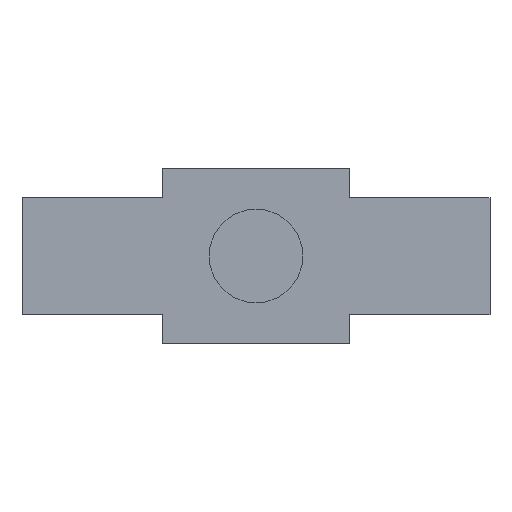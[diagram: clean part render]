
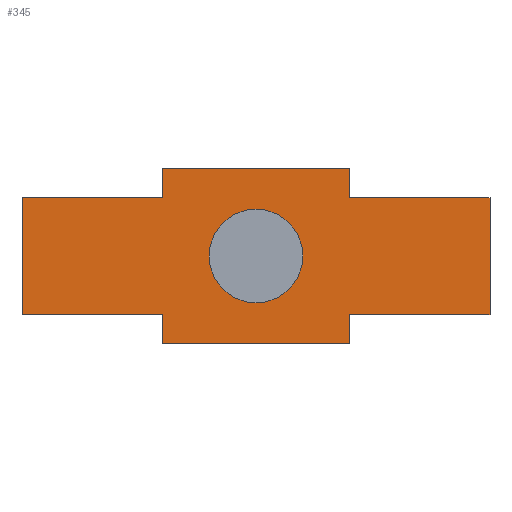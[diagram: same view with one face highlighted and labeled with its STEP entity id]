
A CAD part, front view. The second image highlights one B-rep face of the part: STEP entity #345.
In plain terms, the highlighted planar face has unit normal (0, -1, 0).
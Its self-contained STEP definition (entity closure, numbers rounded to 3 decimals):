
#19=FACE_BOUND('',#75,.T.);
#34=PLANE('',#383);
#52=FACE_OUTER_BOUND('',#74,.T.);
#74=EDGE_LOOP('',(#312,#313,#314,#315,#316,#317,#318,#319,#320,#321,#322,
#323));
#75=EDGE_LOOP('',(#324));
#79=LINE('',#496,#118);
#83=LINE('',#504,#122);
#86=LINE('',#510,#125);
#89=LINE('',#516,#128);
#92=LINE('',#522,#131);
#95=LINE('',#528,#134);
#98=LINE('',#534,#137);
#101=LINE('',#540,#140);
#104=LINE('',#546,#143);
#107=LINE('',#552,#146);
#110=LINE('',#558,#149);
#113=LINE('',#563,#152);
#118=VECTOR('',#411,10.);
#122=VECTOR('',#417,10.);
#125=VECTOR('',#422,10.);
#128=VECTOR('',#427,10.);
#131=VECTOR('',#432,10.);
#134=VECTOR('',#437,10.);
#137=VECTOR('',#442,10.);
#140=VECTOR('',#447,10.);
#143=VECTOR('',#452,10.);
#146=VECTOR('',#457,10.);
#149=VECTOR('',#462,10.);
#152=VECTOR('',#467,10.);
#159=CIRCLE('',#368,4.);
#165=VERTEX_POINT('',#489);
#166=VERTEX_POINT('',#494);
#167=VERTEX_POINT('',#495);
#170=VERTEX_POINT('',#503);
#172=VERTEX_POINT('',#509);
#174=VERTEX_POINT('',#515);
#176=VERTEX_POINT('',#521);
#178=VERTEX_POINT('',#527);
#180=VERTEX_POINT('',#533);
#182=VERTEX_POINT('',#539);
#184=VERTEX_POINT('',#545);
#186=VERTEX_POINT('',#551);
#188=VERTEX_POINT('',#557);
#198=EDGE_CURVE('',#165,#165,#159,.T.);
#199=EDGE_CURVE('',#166,#167,#79,.T.);
#203=EDGE_CURVE('',#167,#170,#83,.T.);
#206=EDGE_CURVE('',#170,#172,#86,.T.);
#209=EDGE_CURVE('',#172,#174,#89,.T.);
#212=EDGE_CURVE('',#176,#174,#92,.T.);
#215=EDGE_CURVE('',#178,#176,#95,.T.);
#218=EDGE_CURVE('',#178,#180,#98,.T.);
#221=EDGE_CURVE('',#180,#182,#101,.T.);
#224=EDGE_CURVE('',#182,#184,#104,.T.);
#227=EDGE_CURVE('',#184,#186,#107,.T.);
#230=EDGE_CURVE('',#188,#186,#110,.T.);
#233=EDGE_CURVE('',#166,#188,#113,.T.);
#312=ORIENTED_EDGE('',*,*,#233,.F.);
#313=ORIENTED_EDGE('',*,*,#199,.T.);
#314=ORIENTED_EDGE('',*,*,#203,.T.);
#315=ORIENTED_EDGE('',*,*,#206,.T.);
#316=ORIENTED_EDGE('',*,*,#209,.T.);
#317=ORIENTED_EDGE('',*,*,#212,.F.);
#318=ORIENTED_EDGE('',*,*,#215,.F.);
#319=ORIENTED_EDGE('',*,*,#218,.T.);
#320=ORIENTED_EDGE('',*,*,#221,.T.);
#321=ORIENTED_EDGE('',*,*,#224,.T.);
#322=ORIENTED_EDGE('',*,*,#227,.T.);
#323=ORIENTED_EDGE('',*,*,#230,.F.);
#324=ORIENTED_EDGE('',*,*,#198,.T.);
#345=ADVANCED_FACE('',(#52,#19),#34,.F.);
#368=AXIS2_PLACEMENT_3D('',#491,#405,#406);
#383=AXIS2_PLACEMENT_3D('',#566,#471,#472);
#405=DIRECTION('center_axis',(0.,1.,0.));
#406=DIRECTION('ref_axis',(1.,0.,0.));
#411=DIRECTION('',(0.,0.,1.));
#417=DIRECTION('',(-1.,0.,0.));
#422=DIRECTION('',(0.,0.,1.));
#427=DIRECTION('',(-1.,0.,0.));
#432=DIRECTION('',(0.,0.,1.));
#437=DIRECTION('',(1.,0.,0.));
#442=DIRECTION('',(0.,0.,-1.));
#447=DIRECTION('',(1.,0.,0.));
#452=DIRECTION('',(0.,0.,-1.));
#457=DIRECTION('',(1.,0.,0.));
#462=DIRECTION('',(0.,0.,-1.));
#467=DIRECTION('',(-1.,0.,0.));
#471=DIRECTION('center_axis',(0.,1.,0.));
#472=DIRECTION('ref_axis',(1.,0.,0.));
#489=CARTESIAN_POINT('',(16.,0.,7.5));
#491=CARTESIAN_POINT('Origin',(20.,0.,7.5));
#494=CARTESIAN_POINT('',(40.,0.,2.5));
#495=CARTESIAN_POINT('',(40.,0.,12.5));
#496=CARTESIAN_POINT('',(40.,0.,0.));
#503=CARTESIAN_POINT('',(28.,0.,12.5));
#504=CARTESIAN_POINT('',(40.,0.,12.5));
#509=CARTESIAN_POINT('',(28.,0.,15.));
#510=CARTESIAN_POINT('',(28.,0.,12.5));
#515=CARTESIAN_POINT('',(12.,0.,15.));
#516=CARTESIAN_POINT('',(40.,0.,15.));
#521=CARTESIAN_POINT('',(12.,0.,12.5));
#522=CARTESIAN_POINT('',(12.,0.,12.5));
#527=CARTESIAN_POINT('',(0.,0.,12.5));
#528=CARTESIAN_POINT('',(0.,0.,12.5));
#533=CARTESIAN_POINT('',(0.,0.,2.5));
#534=CARTESIAN_POINT('',(0.,0.,15.));
#539=CARTESIAN_POINT('',(12.,0.,2.5));
#540=CARTESIAN_POINT('',(0.,0.,2.5));
#545=CARTESIAN_POINT('',(12.,0.,0.));
#546=CARTESIAN_POINT('',(12.,0.,2.5));
#551=CARTESIAN_POINT('',(28.,0.,0.));
#552=CARTESIAN_POINT('',(0.,0.,0.));
#557=CARTESIAN_POINT('',(28.,0.,2.5));
#558=CARTESIAN_POINT('',(28.,0.,2.5));
#563=CARTESIAN_POINT('',(40.,0.,2.5));
#566=CARTESIAN_POINT('Origin',(20.,0.,7.5));
